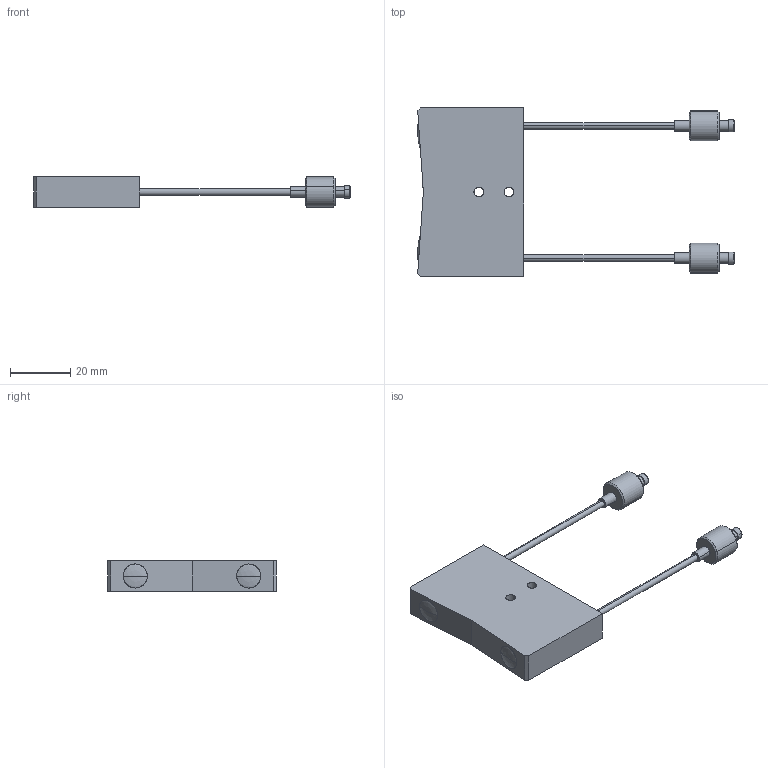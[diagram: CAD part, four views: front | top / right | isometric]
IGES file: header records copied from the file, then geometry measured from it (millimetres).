
Start section: SolidWorks IGES file using analytic representation for surfaces
Global section: file name: GPF-VD50-LF-2.0AC.IGS; native system: SolidWorks 2015; preprocessor: SolidWorks 2015; author: TWLEE; date: 171117.180628; units: millimetre
Bounding box: 105.32 x 56 x 10 mm (x, y, z)
Surface area: 7899.1 mm2 (no closed solid volume)
Topology: 0 solids, 0 shells, 81 faces, 1274 edges, 1270 vertices
Faces by surface type: revolution 48, bspline 33
